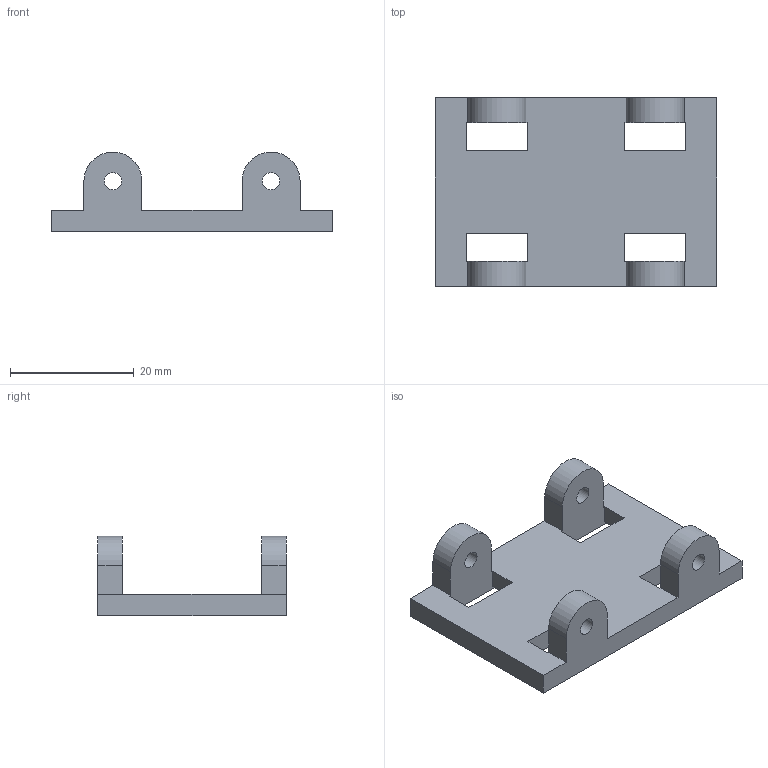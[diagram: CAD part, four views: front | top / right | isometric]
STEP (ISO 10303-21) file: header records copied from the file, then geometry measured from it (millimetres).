
FILE_DESCRIPTION(/* description */ (''),/* implementation_level */ '2;1');
FILE_NAME(/* name */ 'TDL-Top.ipt.stp',/* time_stamp */ '2024-09-05T22:25:56+01:00',/* author */ ('thiba'),/* organization */ (''),/* preprocessor_version */ 'ST-DEVELOPER v20',/* originating_system */ 'Autodesk Inventor 2025',/* authorisation */ '');
FILE_SCHEMA (('AUTOMOTIVE_DESIGN { 1 0 10303 214 3 1 1 }'));
Length unit declared in the file: millimetre
Products named in the file (1): TDL-Top
Bounding box: 45.5 x 30.5 x 12.9 mm (x, y, z)
Volume: 5299.3 mm3; surface area: 4347.5 mm2
Topology: 1 solids, 1 shells, 44 faces, 144 edges, 96 vertices
Faces by surface type: plane 36, cylinder 8
Full cylindrical faces by diameter (mm): 2.8 x4
Entity records: 1639 total; most frequent: ORIENTED_EDGE 288, CARTESIAN_POINT 285, DIRECTION 250, EDGE_CURVE 144, LINE 128, VECTOR 128, VERTEX_POINT 96, AXIS2_PLACEMENT_3D 61
